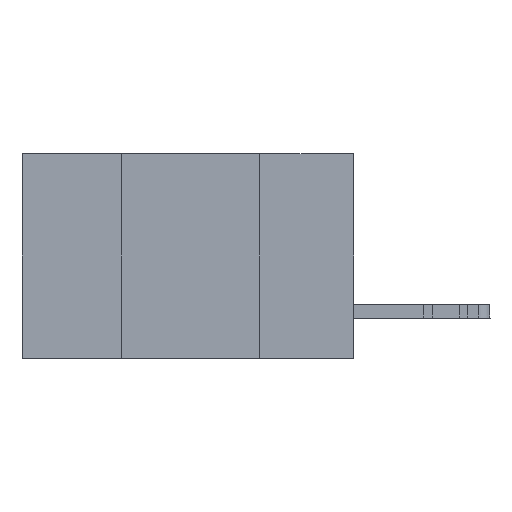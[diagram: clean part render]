
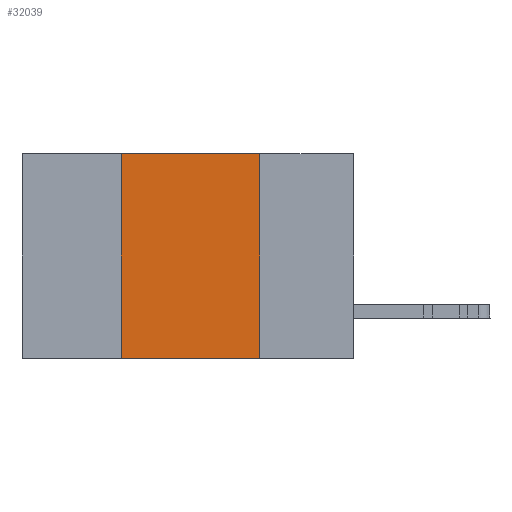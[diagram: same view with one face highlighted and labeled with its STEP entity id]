
A CAD part, left-side view. The second image highlights one B-rep face of the part: STEP entity #32039.
In plain terms, the highlighted planar face has unit normal (-1, 0, 0).
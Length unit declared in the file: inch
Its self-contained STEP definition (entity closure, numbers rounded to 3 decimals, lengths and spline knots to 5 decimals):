
#464 = VERTEX_POINT ( 'NONE', #8819 ) ;
#4096 = ORIENTED_EDGE ( 'NONE', *, *, #42732, .F. ) ;
#5785 = CARTESIAN_POINT ( 'NONE',  ( 0., 0.17, 0. ) ) ;
#6160 = VERTEX_POINT ( 'NONE', #7958 ) ;
#7958 = CARTESIAN_POINT ( 'NONE',  ( 0., 0.17, 0. ) ) ;
#8810 = EDGE_LOOP ( 'NONE', ( #4096, #32939, #42725, #13679 ) ) ;
#8819 = CARTESIAN_POINT ( 'NONE',  ( 0., 0.42, 0. ) ) ;
#9670 = CARTESIAN_POINT ( 'NONE',  ( 0., 0.17, -0.37 ) ) ;
#10395 = CARTESIAN_POINT ( 'NONE',  ( 0., 0.6, 0. ) ) ;
#13303 = EDGE_CURVE ( 'NONE', #40281, #464, #42052, .T. ) ;
#13679 = ORIENTED_EDGE ( 'NONE', *, *, #26394, .T. ) ;
#15176 = DIRECTION ( 'NONE',  ( 0., -1., 0. ) ) ;
#16129 = LINE ( 'NONE', #10395, #44297 ) ;
#16347 = CARTESIAN_POINT ( 'NONE',  ( 0., 0.42, 0. ) ) ;
#17163 = AXIS2_PLACEMENT_3D ( 'NONE', #46360, #24323, #39276 ) ;
#18746 = EDGE_CURVE ( 'NONE', #464, #6160, #16129, .T. ) ;
#24323 = DIRECTION ( 'NONE',  ( 1., 0., 0. ) ) ;
#26055 = LINE ( 'NONE', #5785, #39310 ) ;
#26394 = EDGE_CURVE ( 'NONE', #40281, #32105, #38455, .T. ) ;
#31367 = PLANE ( 'NONE',  #17163 ) ;
#32039 = ADVANCED_FACE ( 'NONE', ( #32871 ), #31367, .F. ) ;
#32105 = VERTEX_POINT ( 'NONE', #9670 ) ;
#32109 = VECTOR ( 'NONE', #15176, 39.37008 ) ;
#32871 = FACE_OUTER_BOUND ( 'NONE', #8810, .T. ) ;
#32939 = ORIENTED_EDGE ( 'NONE', *, *, #18746, .F. ) ;
#33954 = CARTESIAN_POINT ( 'NONE',  ( 0., 0.6, -0.37 ) ) ;
#35272 = CARTESIAN_POINT ( 'NONE',  ( 0., 0.42, -0.37 ) ) ;
#37908 = DIRECTION ( 'NONE',  ( 0., 0., 1. ) ) ;
#38052 = VECTOR ( 'NONE', #37908, 39.37008 ) ;
#38455 = LINE ( 'NONE', #33954, #32109 ) ;
#39276 = DIRECTION ( 'NONE',  ( 0., 0., -1. ) ) ;
#39310 = VECTOR ( 'NONE', #42467, 39.37008 ) ;
#40281 = VERTEX_POINT ( 'NONE', #35272 ) ;
#42052 = LINE ( 'NONE', #16347, #38052 ) ;
#42467 = DIRECTION ( 'NONE',  ( 0., 0., -1. ) ) ;
#42725 = ORIENTED_EDGE ( 'NONE', *, *, #13303, .F. ) ;
#42732 = EDGE_CURVE ( 'NONE', #6160, #32105, #26055, .T. ) ;
#43556 = DIRECTION ( 'NONE',  ( 0., -1., 0. ) ) ;
#44297 = VECTOR ( 'NONE', #43556, 39.37008 ) ;
#46360 = CARTESIAN_POINT ( 'NONE',  ( 0., 0.6, 0. ) ) ;
